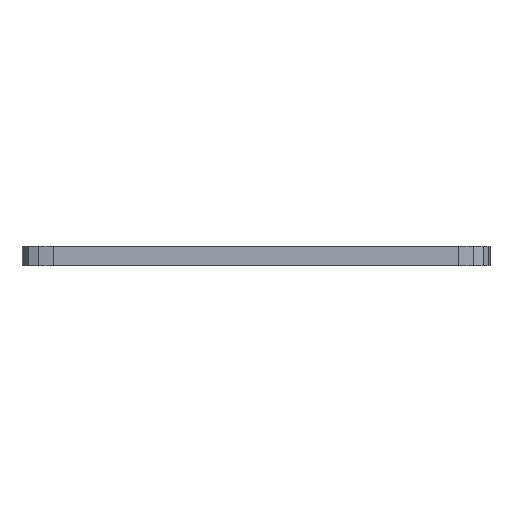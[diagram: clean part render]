
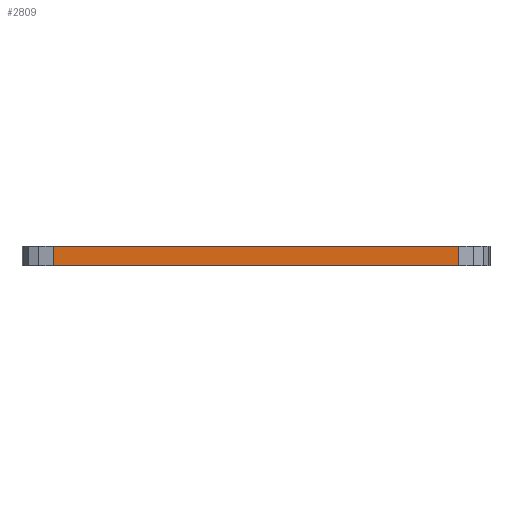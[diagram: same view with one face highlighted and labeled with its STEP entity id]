
A CAD part, left-side view. The second image highlights one B-rep face of the part: STEP entity #2809.
In plain terms, the highlighted face is a extrusion surface.
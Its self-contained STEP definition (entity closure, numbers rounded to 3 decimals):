
#84 = PLANE('',#85);
#85 = AXIS2_PLACEMENT_3D('',#86,#87,#88);
#86 = CARTESIAN_POINT('',(15.624,-0.158,0.5));
#87 = DIRECTION('',(0.,0.,1.));
#88 = DIRECTION('',(1.,0.,0.));
#137 = PLANE('',#138);
#138 = AXIS2_PLACEMENT_3D('',#139,#140,#141);
#139 = CARTESIAN_POINT('',(15.624,-0.158,0.));
#140 = DIRECTION('',(0.,0.,1.));
#141 = DIRECTION('',(1.,0.,0.));
#429 = VERTEX_POINT('',#430);
#430 = CARTESIAN_POINT('',(0.,-0.789,0.));
#442 = SURFACE_OF_LINEAR_EXTRUSION('',#443,#446);
#443 = B_SPLINE_CURVE_WITH_KNOTS('',1,(#444,#445),.UNSPECIFIED.,.F.,.F.,
  (2,2),(0.,1.298),.PIECEWISE_BEZIER_KNOTS.);
#444 = CARTESIAN_POINT('',(0.,-0.789,0.));
#445 = CARTESIAN_POINT('',(0.047,-0.426,0.));
#446 = VECTOR('',#447,1.);
#447 = DIRECTION('',(-0.,-0.,-1.));
#455 = EDGE_CURVE('',#456,#429,#458,.T.);
#456 = VERTEX_POINT('',#457);
#457 = CARTESIAN_POINT('',(0.,-11.047,0.));
#458 = SURFACE_CURVE('',#459,(#462,#468),.PCURVE_S1.);
#459 = B_SPLINE_CURVE_WITH_KNOTS('',1,(#460,#461),.UNSPECIFIED.,.F.,.F.,
  (2,2),(0.,36.347),.PIECEWISE_BEZIER_KNOTS.);
#460 = CARTESIAN_POINT('',(0.,-11.047,0.));
#461 = CARTESIAN_POINT('',(0.,-0.789,0.));
#462 = PCURVE('',#137,#463);
#463 = DEFINITIONAL_REPRESENTATION('',(#464),#467);
#464 = B_SPLINE_CURVE_WITH_KNOTS('',1,(#465,#466),.UNSPECIFIED.,.F.,.F.,
  (2,2),(0.,36.347),.PIECEWISE_BEZIER_KNOTS.);
#465 = CARTESIAN_POINT('',(-15.624,-10.889));
#466 = CARTESIAN_POINT('',(-15.624,-0.631));
#467 = ( GEOMETRIC_REPRESENTATION_CONTEXT(2) 
PARAMETRIC_REPRESENTATION_CONTEXT() REPRESENTATION_CONTEXT('2D SPACE',''
  ) );
#468 = PCURVE('',#469,#475);
#469 = SURFACE_OF_LINEAR_EXTRUSION('',#470,#473);
#470 = B_SPLINE_CURVE_WITH_KNOTS('',1,(#471,#472),.UNSPECIFIED.,.F.,.F.,
  (2,2),(0.,36.347),.PIECEWISE_BEZIER_KNOTS.);
#471 = CARTESIAN_POINT('',(0.,-11.047,0.));
#472 = CARTESIAN_POINT('',(0.,-0.789,0.));
#473 = VECTOR('',#474,1.);
#474 = DIRECTION('',(-0.,-0.,-1.));
#475 = DEFINITIONAL_REPRESENTATION('',(#476),#480);
#476 = LINE('',#477,#478);
#477 = CARTESIAN_POINT('',(0.,0.));
#478 = VECTOR('',#479,1.);
#479 = DIRECTION('',(1.,0.));
#480 = ( GEOMETRIC_REPRESENTATION_CONTEXT(2) 
PARAMETRIC_REPRESENTATION_CONTEXT() REPRESENTATION_CONTEXT('2D SPACE',''
  ) );
#496 = SURFACE_OF_LINEAR_EXTRUSION('',#497,#500);
#497 = B_SPLINE_CURVE_WITH_KNOTS('',1,(#498,#499),.UNSPECIFIED.,.F.,.F.,
  (2,2),(0.,1.306),.PIECEWISE_BEZIER_KNOTS.);
#498 = CARTESIAN_POINT('',(0.063,-11.41,0.));
#499 = CARTESIAN_POINT('',(0.,-11.047,0.));
#500 = VECTOR('',#501,1.);
#501 = DIRECTION('',(-0.,-0.,-1.));
#966 = VERTEX_POINT('',#967);
#967 = CARTESIAN_POINT('',(0.,-0.789,0.5));
#986 = EDGE_CURVE('',#987,#966,#989,.T.);
#987 = VERTEX_POINT('',#988);
#988 = CARTESIAN_POINT('',(0.,-11.047,0.5));
#989 = SURFACE_CURVE('',#990,(#993,#999),.PCURVE_S1.);
#990 = B_SPLINE_CURVE_WITH_KNOTS('',1,(#991,#992),.UNSPECIFIED.,.F.,.F.,
  (2,2),(0.,36.347),.PIECEWISE_BEZIER_KNOTS.);
#991 = CARTESIAN_POINT('',(0.,-11.047,0.5));
#992 = CARTESIAN_POINT('',(0.,-0.789,0.5));
#993 = PCURVE('',#84,#994);
#994 = DEFINITIONAL_REPRESENTATION('',(#995),#998);
#995 = B_SPLINE_CURVE_WITH_KNOTS('',1,(#996,#997),.UNSPECIFIED.,.F.,.F.,
  (2,2),(0.,36.347),.PIECEWISE_BEZIER_KNOTS.);
#996 = CARTESIAN_POINT('',(-15.624,-10.889));
#997 = CARTESIAN_POINT('',(-15.624,-0.631));
#998 = ( GEOMETRIC_REPRESENTATION_CONTEXT(2) 
PARAMETRIC_REPRESENTATION_CONTEXT() REPRESENTATION_CONTEXT('2D SPACE',''
  ) );
#999 = PCURVE('',#469,#1000);
#1000 = DEFINITIONAL_REPRESENTATION('',(#1001),#1005);
#1001 = LINE('',#1002,#1003);
#1002 = CARTESIAN_POINT('',(0.,-0.5));
#1003 = VECTOR('',#1004,1.);
#1004 = DIRECTION('',(1.,0.));
#1005 = ( GEOMETRIC_REPRESENTATION_CONTEXT(2) 
PARAMETRIC_REPRESENTATION_CONTEXT() REPRESENTATION_CONTEXT('2D SPACE',''
  ) );
#2759 = EDGE_CURVE('',#429,#966,#2760,.T.);
#2760 = SURFACE_CURVE('',#2761,(#2765,#2772),.PCURVE_S1.);
#2761 = LINE('',#2762,#2763);
#2762 = CARTESIAN_POINT('',(0.,-0.789,0.));
#2763 = VECTOR('',#2764,1.);
#2764 = DIRECTION('',(0.,0.,1.));
#2765 = PCURVE('',#442,#2766);
#2766 = DEFINITIONAL_REPRESENTATION('',(#2767),#2771);
#2767 = LINE('',#2768,#2769);
#2768 = CARTESIAN_POINT('',(0.,0.));
#2769 = VECTOR('',#2770,1.);
#2770 = DIRECTION('',(0.,-1.));
#2771 = ( GEOMETRIC_REPRESENTATION_CONTEXT(2) 
PARAMETRIC_REPRESENTATION_CONTEXT() REPRESENTATION_CONTEXT('2D SPACE',''
  ) );
#2772 = PCURVE('',#469,#2773);
#2773 = DEFINITIONAL_REPRESENTATION('',(#2774),#2778);
#2774 = LINE('',#2775,#2776);
#2775 = CARTESIAN_POINT('',(36.347,0.));
#2776 = VECTOR('',#2777,1.);
#2777 = DIRECTION('',(0.,-1.));
#2778 = ( GEOMETRIC_REPRESENTATION_CONTEXT(2) 
PARAMETRIC_REPRESENTATION_CONTEXT() REPRESENTATION_CONTEXT('2D SPACE',''
  ) );
#2809 = ADVANCED_FACE('',(#2810),#469,.T.);
#2810 = FACE_BOUND('',#2811,.T.);
#2811 = EDGE_LOOP('',(#2812,#2833,#2834,#2835));
#2812 = ORIENTED_EDGE('',*,*,#2813,.T.);
#2813 = EDGE_CURVE('',#456,#987,#2814,.T.);
#2814 = SURFACE_CURVE('',#2815,(#2819,#2826),.PCURVE_S1.);
#2815 = LINE('',#2816,#2817);
#2816 = CARTESIAN_POINT('',(0.,-11.047,0.));
#2817 = VECTOR('',#2818,1.);
#2818 = DIRECTION('',(0.,0.,1.));
#2819 = PCURVE('',#469,#2820);
#2820 = DEFINITIONAL_REPRESENTATION('',(#2821),#2825);
#2821 = LINE('',#2822,#2823);
#2822 = CARTESIAN_POINT('',(0.,0.));
#2823 = VECTOR('',#2824,1.);
#2824 = DIRECTION('',(0.,-1.));
#2825 = ( GEOMETRIC_REPRESENTATION_CONTEXT(2) 
PARAMETRIC_REPRESENTATION_CONTEXT() REPRESENTATION_CONTEXT('2D SPACE',''
  ) );
#2826 = PCURVE('',#496,#2827);
#2827 = DEFINITIONAL_REPRESENTATION('',(#2828),#2832);
#2828 = LINE('',#2829,#2830);
#2829 = CARTESIAN_POINT('',(1.306,0.));
#2830 = VECTOR('',#2831,1.);
#2831 = DIRECTION('',(0.,-1.));
#2832 = ( GEOMETRIC_REPRESENTATION_CONTEXT(2) 
PARAMETRIC_REPRESENTATION_CONTEXT() REPRESENTATION_CONTEXT('2D SPACE',''
  ) );
#2833 = ORIENTED_EDGE('',*,*,#986,.T.);
#2834 = ORIENTED_EDGE('',*,*,#2759,.F.);
#2835 = ORIENTED_EDGE('',*,*,#455,.F.);
